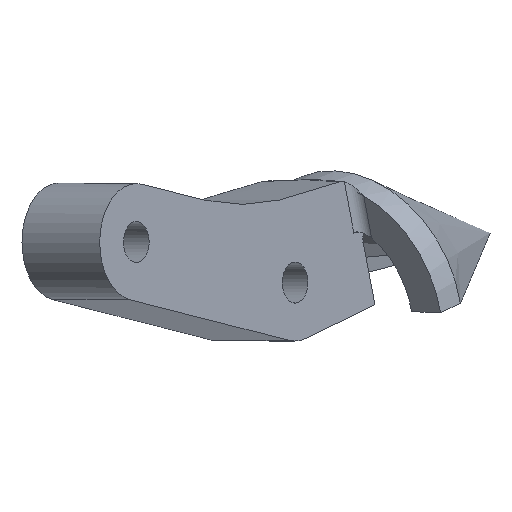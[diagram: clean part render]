
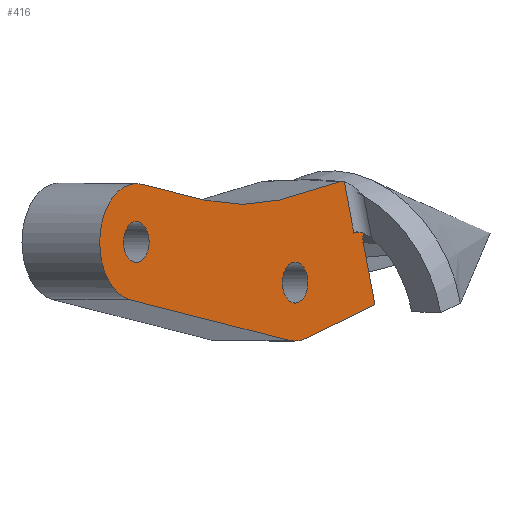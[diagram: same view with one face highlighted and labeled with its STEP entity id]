
A CAD part, top view. The second image highlights one B-rep face of the part: STEP entity #416.
In plain terms, the highlighted face is planar.
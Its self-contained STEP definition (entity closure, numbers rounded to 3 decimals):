
#30=FACE_BOUND('',#90,.T.);
#31=FACE_BOUND('',#91,.T.);
#43=CIRCLE('',#465,5.);
#44=CIRCLE('',#466,5.);
#45=CIRCLE('',#467,1.75);
#46=CIRCLE('',#468,1.75);
#51=PLANE('',#464);
#65=FACE_OUTER_BOUND('',#89,.T.);
#89=EDGE_LOOP('',(#326,#327,#328,#329,#330,#331,#332,#333,#334,#335,#336));
#90=EDGE_LOOP('',(#337));
#91=EDGE_LOOP('',(#338));
#113=LINE('',#713,#145);
#116=LINE('',#748,#148);
#119=LINE('',#835,#151);
#120=LINE('',#839,#152);
#121=LINE('',#843,#153);
#122=LINE('',#844,#154);
#145=VECTOR('',#513,10.);
#148=VECTOR('',#530,10.);
#151=VECTOR('',#541,1000.);
#152=VECTOR('',#544,1000.);
#153=VECTOR('',#547,1000.);
#154=VECTOR('',#548,10.);
#177=B_SPLINE_CURVE_WITH_KNOTS('',3,(#735,#736,#737,#738,#739,#740,#741,
#742,#743,#744),.UNSPECIFIED.,.F.,.F.,(4,2,2,2,4),(0.,0.035,
0.073,0.116,0.164),.UNSPECIFIED.);
#179=B_SPLINE_CURVE_WITH_KNOTS('',3,(#823,#824,#825,#826),.UNSPECIFIED.,
 .F.,.F.,(4,4),(0.,0.077),.UNSPECIFIED.);
#180=B_SPLINE_CURVE_WITH_KNOTS('',3,(#830,#831,#832,#833),.UNSPECIFIED.,
 .F.,.F.,(4,4),(0.645,1.),.UNSPECIFIED.);
#196=VERTEX_POINT('',#692);
#198=VERTEX_POINT('',#712);
#202=VERTEX_POINT('',#733);
#203=VERTEX_POINT('',#734);
#207=VERTEX_POINT('',#811);
#208=VERTEX_POINT('',#829);
#209=VERTEX_POINT('',#834);
#210=VERTEX_POINT('',#836);
#211=VERTEX_POINT('',#838);
#212=VERTEX_POINT('',#840);
#213=VERTEX_POINT('',#842);
#214=VERTEX_POINT('',#845);
#215=VERTEX_POINT('',#847);
#238=EDGE_CURVE('',#196,#198,#113,.T.);
#244=EDGE_CURVE('',#202,#203,#177,.T.);
#247=EDGE_CURVE('',#198,#202,#116,.T.);
#253=EDGE_CURVE('',#207,#196,#179,.T.);
#255=EDGE_CURVE('',#207,#208,#180,.T.);
#256=EDGE_CURVE('',#209,#208,#119,.T.);
#257=EDGE_CURVE('',#209,#210,#43,.T.);
#258=EDGE_CURVE('',#210,#211,#120,.T.);
#259=EDGE_CURVE('',#211,#212,#44,.T.);
#260=EDGE_CURVE('',#212,#213,#121,.T.);
#261=EDGE_CURVE('',#213,#203,#122,.T.);
#262=EDGE_CURVE('',#214,#214,#45,.T.);
#263=EDGE_CURVE('',#215,#215,#46,.T.);
#326=ORIENTED_EDGE('',*,*,#238,.F.);
#327=ORIENTED_EDGE('',*,*,#253,.F.);
#328=ORIENTED_EDGE('',*,*,#255,.T.);
#329=ORIENTED_EDGE('',*,*,#256,.F.);
#330=ORIENTED_EDGE('',*,*,#257,.T.);
#331=ORIENTED_EDGE('',*,*,#258,.T.);
#332=ORIENTED_EDGE('',*,*,#259,.T.);
#333=ORIENTED_EDGE('',*,*,#260,.T.);
#334=ORIENTED_EDGE('',*,*,#261,.T.);
#335=ORIENTED_EDGE('',*,*,#244,.F.);
#336=ORIENTED_EDGE('',*,*,#247,.F.);
#337=ORIENTED_EDGE('',*,*,#262,.F.);
#338=ORIENTED_EDGE('',*,*,#263,.F.);
#416=ADVANCED_FACE('',(#65,#30,#31),#51,.T.);
#464=AXIS2_PLACEMENT_3D('',#828,#539,#540);
#465=AXIS2_PLACEMENT_3D('',#837,#542,#543);
#466=AXIS2_PLACEMENT_3D('',#841,#545,#546);
#467=AXIS2_PLACEMENT_3D('',#846,#549,#550);
#468=AXIS2_PLACEMENT_3D('',#848,#551,#552);
#513=DIRECTION('',(0.,-0.9,-0.437));
#530=DIRECTION('',(0.,0.437,-0.9));
#539=DIRECTION('center_axis',(1.,0.,0.));
#540=DIRECTION('ref_axis',(0.,0.,-1.));
#541=DIRECTION('',(0.,0.,-1.));
#542=DIRECTION('center_axis',(1.,0.,0.));
#543=DIRECTION('ref_axis',(0.,0.,-1.));
#544=DIRECTION('',(0.,0.,-1.));
#545=DIRECTION('center_axis',(1.,0.,0.));
#546=DIRECTION('ref_axis',(0.,0.,-1.));
#547=DIRECTION('',(0.,0.437,-0.9));
#548=DIRECTION('',(0.,0.9,0.437));
#549=DIRECTION('center_axis',(1.,0.,0.));
#550=DIRECTION('ref_axis',(0.,0.,-1.));
#551=DIRECTION('center_axis',(1.,0.,0.));
#552=DIRECTION('ref_axis',(0.,0.,-1.));
#692=CARTESIAN_POINT('',(8.5,14.544,-32.254));
#712=CARTESIAN_POINT('',(8.5,10.435,-34.25));
#713=CARTESIAN_POINT('',(8.5,13.497,-32.763));
#733=CARTESIAN_POINT('',(8.5,11.308,-36.049));
#734=CARTESIAN_POINT('',(8.5,9.783,-35.678));
#735=CARTESIAN_POINT('Ctrl Pts',(8.5,11.308,-36.049));
#736=CARTESIAN_POINT('Ctrl Pts',(8.5,11.258,-35.944));
#737=CARTESIAN_POINT('Ctrl Pts',(8.5,11.171,-35.835));
#738=CARTESIAN_POINT('Ctrl Pts',(8.5,10.984,-35.68));
#739=CARTESIAN_POINT('Ctrl Pts',(8.5,10.848,-35.61));
#740=CARTESIAN_POINT('Ctrl Pts',(8.5,10.59,-35.535));
#741=CARTESIAN_POINT('Ctrl Pts',(8.5,10.419,-35.522));
#742=CARTESIAN_POINT('Ctrl Pts',(8.5,10.116,-35.552));
#743=CARTESIAN_POINT('Ctrl Pts',(8.5,9.929,-35.607));
#744=CARTESIAN_POINT('Ctrl Pts',(8.5,9.783,-35.678));
#748=CARTESIAN_POINT('',(8.5,11.382,-36.2));
#811=CARTESIAN_POINT('',(8.5,14.399,-31.507));
#823=CARTESIAN_POINT('Ctrl Pts',(8.5,14.399,-31.507));
#824=CARTESIAN_POINT('Ctrl Pts',(8.5,14.494,-31.745));
#825=CARTESIAN_POINT('Ctrl Pts',(8.5,14.543,-31.998));
#826=CARTESIAN_POINT('Ctrl Pts',(8.5,14.544,-32.254));
#828=CARTESIAN_POINT('Origin',(8.5,0.,0.));
#829=CARTESIAN_POINT('',(8.5,10.,-13.695));
#830=CARTESIAN_POINT('Ctrl Pts',(8.5,14.399,-31.507));
#831=CARTESIAN_POINT('Ctrl Pts',(8.5,12.092,-25.722));
#832=CARTESIAN_POINT('Ctrl Pts',(8.5,10.,-19.866));
#833=CARTESIAN_POINT('Ctrl Pts',(8.5,10.,-13.695));
#834=CARTESIAN_POINT('',(8.5,10.,-5.));
#835=CARTESIAN_POINT('',(8.5,10.,0.));
#836=CARTESIAN_POINT('',(8.5,0.,-5.));
#837=CARTESIAN_POINT('Origin',(8.5,5.,-5.));
#838=CARTESIAN_POINT('',(8.5,0.,-27.));
#839=CARTESIAN_POINT('',(8.5,0.,0.));
#840=CARTESIAN_POINT('',(8.5,0.502,-29.184));
#841=CARTESIAN_POINT('Origin',(8.5,5.,-27.));
#842=CARTESIAN_POINT('',(8.5,4.824,-38.085));
#843=CARTESIAN_POINT('',(8.5,-11.06,-5.37));
#844=CARTESIAN_POINT('',(8.5,15.466,-32.919));
#845=CARTESIAN_POINT('',(8.5,5.,-28.75));
#846=CARTESIAN_POINT('Origin',(8.5,5.,-27.));
#847=CARTESIAN_POINT('',(8.5,5.,-6.75));
#848=CARTESIAN_POINT('Origin',(8.5,5.,-5.));
